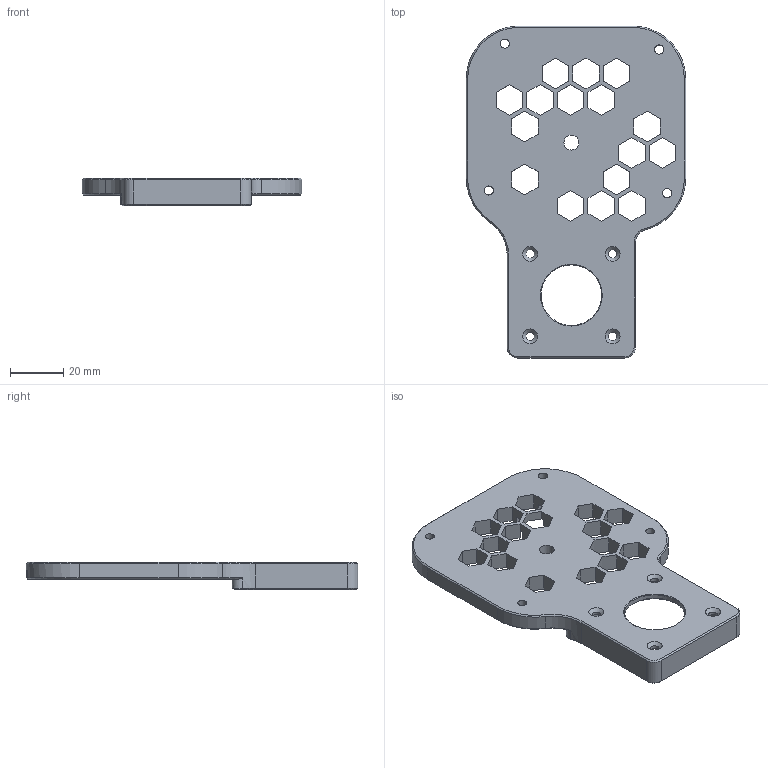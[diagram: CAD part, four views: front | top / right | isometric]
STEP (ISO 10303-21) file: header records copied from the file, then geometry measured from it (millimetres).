
FILE_DESCRIPTION(/* description */ (''),/* implementation_level */ '2;1');
FILE_NAME(/* name */ '3. Motor Mount.step',/* time_stamp */ '2020-05-05T09:18:06-03:00',/* author */ (''),/* organization */ (''),/* preprocessor_version */ 'ST-DEVELOPER v18.1',/* originating_system */ 'Autodesk Translation Framework v9.2.0.1227',/* authorisation */ '');
FILE_SCHEMA (('AUTOMOTIVE_DESIGN { 1 0 10303 214 3 1 1 }'));
Length unit declared in the file: millimetre
Products named in the file (1): 2040 Carriage Motor
Bounding box: 82.5 x 124.82 x 10.4 mm (x, y, z)
Volume: 35969.3 mm3; surface area: 21573.7 mm2
Topology: 1 solids, 1 shells, 210 faces, 581 edges, 372 vertices
Faces by surface type: plane 152, cone 32, cylinder 26
Full cylindrical faces by diameter (mm): 3.2 x4, 3.4 x3, 3.5 x1, 5.6 x1, 22.8 x1
Entity records: 6739 total; most frequent: CARTESIAN_POINT 1194, ORIENTED_EDGE 1162, DIRECTION 1085, EDGE_CURVE 581, LINE 479, VECTOR 479, VERTEX_POINT 372, AXIS2_PLACEMENT_3D 303
